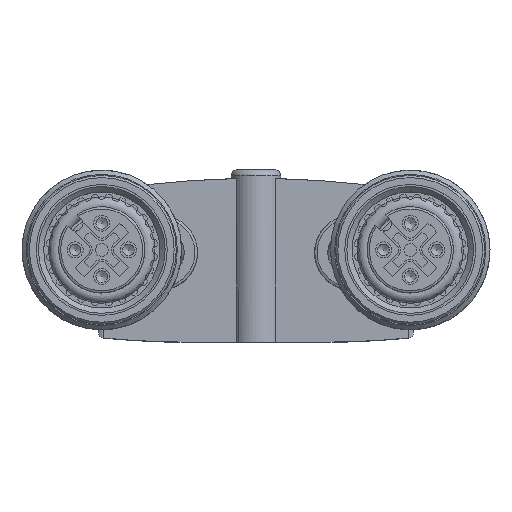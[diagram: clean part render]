
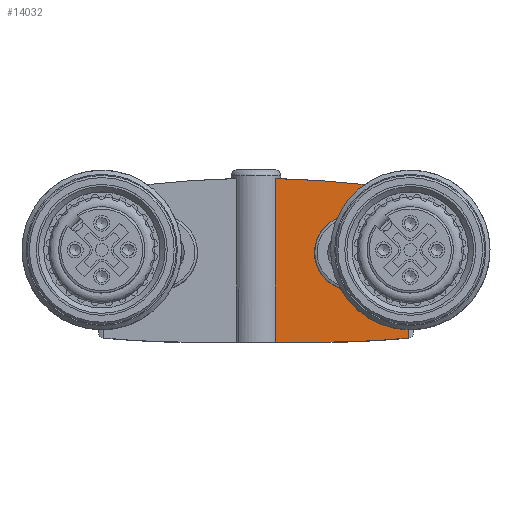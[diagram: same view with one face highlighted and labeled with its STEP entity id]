
A CAD part, top view. The second image highlights one B-rep face of the part: STEP entity #14032.
In plain terms, the highlighted face is planar.
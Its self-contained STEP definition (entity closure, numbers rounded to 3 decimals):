
#109=PLANE('',#14703);
#508=LINE('',#19806,#1325);
#526=LINE('',#19953,#1343);
#527=LINE('',#19954,#1344);
#1325=VECTOR('',#16109,1000.);
#1343=VECTOR('',#16173,1000.);
#1344=VECTOR('',#16174,1000.);
#2370=ORIENTED_EDGE('',*,*,#5444,.F.);
#2371=ORIENTED_EDGE('',*,*,#5557,.F.);
#2372=ORIENTED_EDGE('',*,*,#5558,.F.);
#2373=ORIENTED_EDGE('',*,*,#5555,.F.);
#2374=ORIENTED_EDGE('',*,*,#5559,.F.);
#2375=ORIENTED_EDGE('',*,*,#5508,.F.);
#5444=EDGE_CURVE('',#7045,#7045,#8084,.F.);
#5508=EDGE_CURVE('',#7093,#7094,#508,.T.);
#5555=EDGE_CURVE('',#7135,#7136,#8105,.T.);
#5557=EDGE_CURVE('',#7137,#7093,#8106,.T.);
#5558=EDGE_CURVE('',#7136,#7137,#526,.T.);
#5559=EDGE_CURVE('',#7094,#7135,#527,.F.);
#7045=VERTEX_POINT('',#19618);
#7093=VERTEX_POINT('',#19807);
#7094=VERTEX_POINT('',#19808);
#7135=VERTEX_POINT('',#19943);
#7136=VERTEX_POINT('',#19945);
#7137=VERTEX_POINT('',#19952);
#8084=CIRCLE('',#14643,3.5);
#8105=CIRCLE('',#14702,90.);
#8106=CIRCLE('',#14704,90.);
#8771=EDGE_LOOP('',(#2370));
#8772=EDGE_LOOP('',(#2371,#2372,#2373,#2374,#2375));
#9491=FACE_BOUND('',#8771,.T.);
#9492=FACE_BOUND('',#8772,.T.);
#14032=ADVANCED_FACE('',(#9491,#9492),#109,.F.);
#14643=AXIS2_PLACEMENT_3D('',#19617,#16009,#16010);
#14702=AXIS2_PLACEMENT_3D('',#19944,#16167,#16168);
#14703=AXIS2_PLACEMENT_3D('',#19950,#16169,#16170);
#14704=AXIS2_PLACEMENT_3D('',#19951,#16171,#16172);
#16009=DIRECTION('',(0.,0.,1.));
#16010=DIRECTION('',(1.,0.,0.));
#16109=DIRECTION('',(1.,0.,0.));
#16167=DIRECTION('',(0.,0.,1.));
#16168=DIRECTION('',(1.,0.,0.));
#16169=DIRECTION('',(0.,0.,1.));
#16170=DIRECTION('',(1.,0.,0.));
#16171=DIRECTION('',(0.,0.,1.));
#16172=DIRECTION('',(1.,0.,0.));
#16173=DIRECTION('',(0.,-1.,0.));
#16174=DIRECTION('',(0.,-1.,0.));
#19617=CARTESIAN_POINT('',(-9.,0.,0.));
#19618=CARTESIAN_POINT('',(-5.5,0.,0.));
#19806=CARTESIAN_POINT('',(-6.,-8.4,0.));
#19807=CARTESIAN_POINT('',(-6.,-8.4,0.));
#19808=CARTESIAN_POINT('',(-1.809,-8.4,0.));
#19943=CARTESIAN_POINT('',(-1.809,6.982,0.));
#19944=CARTESIAN_POINT('',(0.,-83.,0.));
#19945=CARTESIAN_POINT('',(-14.3,5.857,0.));
#19950=CARTESIAN_POINT('',(-14.3,5.35,0.));
#19951=CARTESIAN_POINT('',(-6.,81.6,0.));
#19952=CARTESIAN_POINT('',(-14.3,-8.016,0.));
#19953=CARTESIAN_POINT('',(-14.3,7.6,0.));
#19954=CARTESIAN_POINT('',(-1.809,-8.4,0.));
